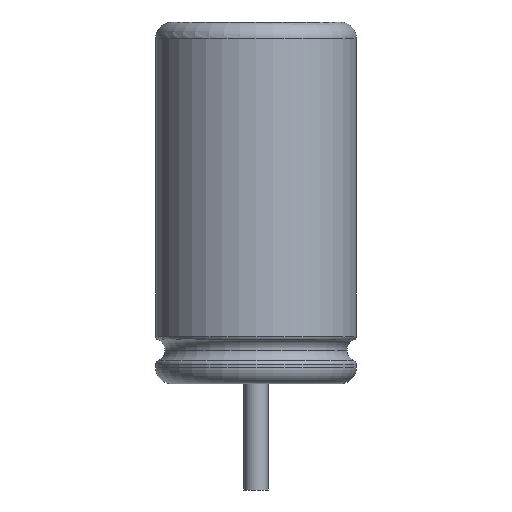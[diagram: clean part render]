
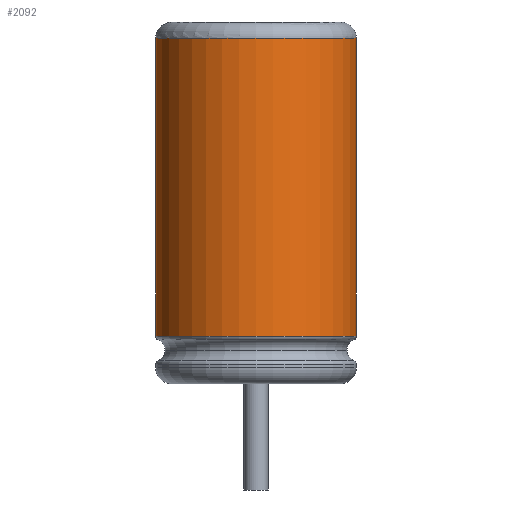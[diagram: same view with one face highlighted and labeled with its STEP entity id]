
A CAD part, left-side view. The second image highlights one B-rep face of the part: STEP entity #2092.
In plain terms, the highlighted cylindrical face has radius 2.5 mm (diameter 5 mm), a partial arc.
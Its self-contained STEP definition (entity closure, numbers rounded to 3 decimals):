
#209 = VECTOR ( 'NONE', #817, 1000. ) ;
#283 = CYLINDRICAL_SURFACE ( 'NONE', #851, 2.5 ) ;
#319 = CIRCLE ( 'NONE', #4645, 2.5 ) ;
#455 = ORIENTED_EDGE ( 'NONE', *, *, #3141, .T. ) ;
#615 = CARTESIAN_POINT ( 'NONE',  ( 0., -2.5, 8.6 ) ) ;
#817 = DIRECTION ( 'NONE',  ( 0., 0., -1. ) ) ;
#851 = AXIS2_PLACEMENT_3D ( 'NONE', #1170, #3729, #2270 ) ;
#1133 = VERTEX_POINT ( 'NONE', #615 ) ;
#1170 = CARTESIAN_POINT ( 'NONE',  ( 0., 0., -18.163 ) ) ;
#1253 = DIRECTION ( 'NONE',  ( 0., 0., -1. ) ) ;
#1288 = EDGE_CURVE ( 'NONE', #2617, #4530, #319, .T. ) ;
#1304 = LINE ( 'NONE', #3021, #209 ) ;
#1396 = CARTESIAN_POINT ( 'NONE',  ( 0., 2.5, 1.185 ) ) ;
#1532 = VECTOR ( 'NONE', #1838, 1000. ) ;
#1838 = DIRECTION ( 'NONE',  ( 0., 0., -1. ) ) ;
#1855 = VERTEX_POINT ( 'NONE', #3724 ) ;
#1923 = ORIENTED_EDGE ( 'NONE', *, *, #4098, .T. ) ;
#2092 = ADVANCED_FACE ( 'NONE', ( #2345 ), #283, .T. ) ;
#2223 = CARTESIAN_POINT ( 'NONE',  ( 0., 0., 1.185 ) ) ;
#2270 = DIRECTION ( 'NONE',  ( 0., 1., 0. ) ) ;
#2345 = FACE_OUTER_BOUND ( 'NONE', #2479, .T. ) ;
#2479 = EDGE_LOOP ( 'NONE', ( #2955, #1923, #455, #2554 ) ) ;
#2554 = ORIENTED_EDGE ( 'NONE', *, *, #1288, .F. ) ;
#2617 = VERTEX_POINT ( 'NONE', #2907 ) ;
#2698 = AXIS2_PLACEMENT_3D ( 'NONE', #3582, #3614, #4630 ) ;
#2856 = LINE ( 'NONE', #3102, #1532 ) ;
#2907 = CARTESIAN_POINT ( 'NONE',  ( 0., -2.5, 1.185 ) ) ;
#2955 = ORIENTED_EDGE ( 'NONE', *, *, #3367, .F. ) ;
#3021 = CARTESIAN_POINT ( 'NONE',  ( 0., 2.5, -18.163 ) ) ;
#3049 = CIRCLE ( 'NONE', #2698, 2.5 ) ;
#3102 = CARTESIAN_POINT ( 'NONE',  ( 0., -2.5, -18.163 ) ) ;
#3141 = EDGE_CURVE ( 'NONE', #1855, #4530, #1304, .T. ) ;
#3367 = EDGE_CURVE ( 'NONE', #1133, #2617, #2856, .T. ) ;
#3582 = CARTESIAN_POINT ( 'NONE',  ( 0., 0., 8.6 ) ) ;
#3614 = DIRECTION ( 'NONE',  ( 0., 0., -1. ) ) ;
#3724 = CARTESIAN_POINT ( 'NONE',  ( 0., 2.5, 8.6 ) ) ;
#3729 = DIRECTION ( 'NONE',  ( 0., 0., -1. ) ) ;
#4098 = EDGE_CURVE ( 'NONE', #1133, #1855, #3049, .T. ) ;
#4149 = DIRECTION ( 'NONE',  ( 0., 1., 0. ) ) ;
#4530 = VERTEX_POINT ( 'NONE', #1396 ) ;
#4630 = DIRECTION ( 'NONE',  ( 0., 1., 0. ) ) ;
#4645 = AXIS2_PLACEMENT_3D ( 'NONE', #2223, #1253, #4149 ) ;
